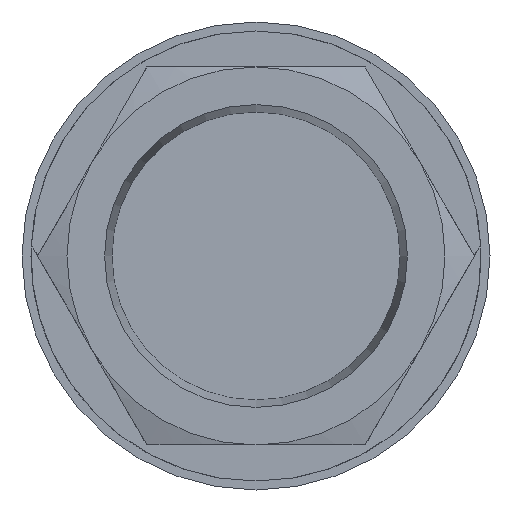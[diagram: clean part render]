
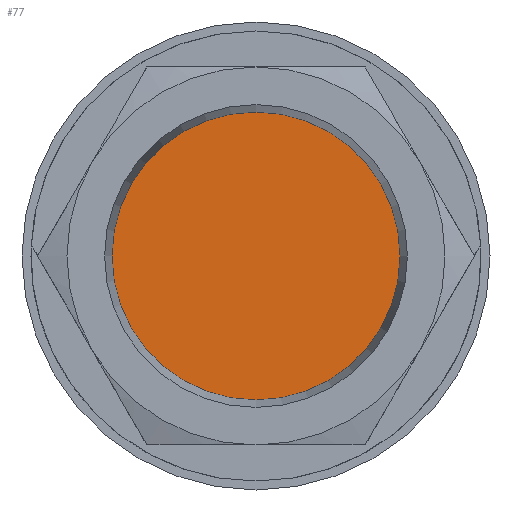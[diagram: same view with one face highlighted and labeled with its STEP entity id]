
A CAD part, left-side view. The second image highlights one B-rep face of the part: STEP entity #77.
In plain terms, the highlighted planar face has unit normal (-1, 0, 0).
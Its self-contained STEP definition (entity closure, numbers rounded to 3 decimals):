
#77 = ADVANCED_FACE( '', ( #167 ), #168, .F. );
#167 = FACE_OUTER_BOUND( '', #272, .T. );
#168 = PLANE( '', #273 );
#272 = EDGE_LOOP( '', ( #431 ) );
#273 = AXIS2_PLACEMENT_3D( '', #432, #433, #434 );
#431 = ORIENTED_EDGE( '', *, *, #603, .F. );
#432 = CARTESIAN_POINT( '', ( 2.333, 0., 0. ) );
#433 = DIRECTION( '', ( 1., 0., 0. ) );
#434 = DIRECTION( '', ( 0., 0., -1. ) );
#603 = EDGE_CURVE( '', #713, #713, #714, .T. );
#713 = VERTEX_POINT( '', #892 );
#714 = CIRCLE( '', #893, 8. );
#892 = CARTESIAN_POINT( '', ( 2.333, 0., -8. ) );
#893 = AXIS2_PLACEMENT_3D( '', #1002, #1003, #1004 );
#1002 = CARTESIAN_POINT( '', ( 2.333, 0., 0. ) );
#1003 = DIRECTION( '', ( 1., 0., 0. ) );
#1004 = DIRECTION( '', ( 0., 0., -1. ) );
